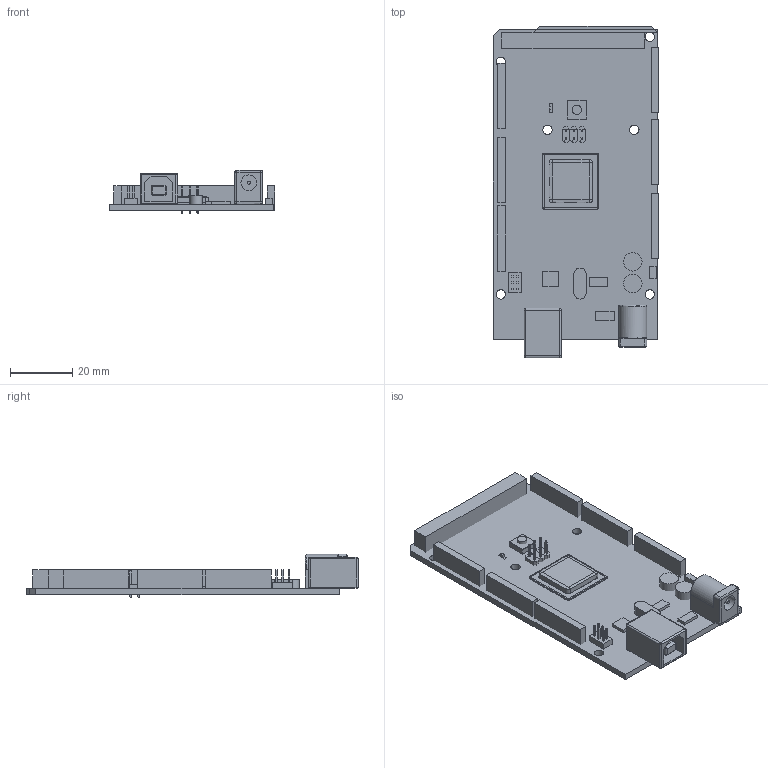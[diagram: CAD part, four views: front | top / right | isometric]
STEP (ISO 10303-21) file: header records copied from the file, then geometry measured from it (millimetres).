
FILE_DESCRIPTION(/* description */ (''),/* implementation_level */ '2;1');
FILE_NAME(/* name */ 'ArduinoMega2560.f3d v4.step',/* time_stamp */ '2020-02-09T18:12:42+01:00',/* author */ (''),/* organization */ (''),/* preprocessor_version */ 'ST-DEVELOPER v18',/* originating_system */ 'Autodesk Translation Framework v8.12.0.6',/* authorisation */ '');
FILE_SCHEMA (('AUTOMOTIVE_DESIGN { 1 0 10303 214 3 1 1 }'));
Length unit declared in the file: millimetre
Products named in the file (8): ArduinoMega2560.f3d; Component1; Component2; Component3; Component4; Component5; Component6; Component7
Assembly tree (7 placements, depth 2):
  ArduinoMega2560.f3d
    Component1
    Component2
    Component3
    Component4
    Component5
    Component6
    Component7
Bounding box: 53.4 x 107 x 14 mm (x, y, z)
Volume: 18792.8 mm3; surface area: 20369.6 mm2
Topology: 37 solids, 37 shells, 522 faces, 1126 edges, 692 vertices
Faces by surface type: plane 339, bspline 137, cylinder 34, sphere 8, cone 4
Full cylindrical faces by diameter (mm): 1 x1, 3 x1, 3.017 x6, 5.017 x1, 6 x2
Entity records: 15875 total; most frequent: CARTESIAN_POINT 4575, ORIENTED_EDGE 2252, DIRECTION 2138, EDGE_CURVE 1126, LINE 892, VECTOR 892, VERTEX_POINT 692, AXIS2_PLACEMENT_3D 623
